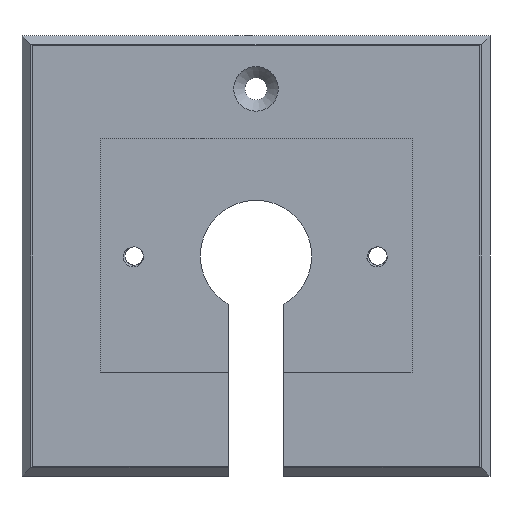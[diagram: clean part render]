
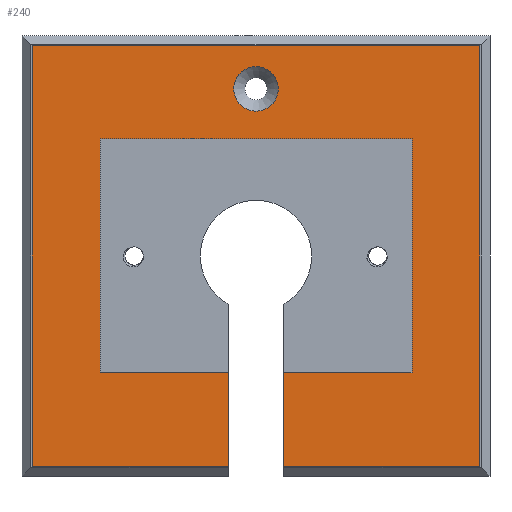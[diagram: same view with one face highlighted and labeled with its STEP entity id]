
A CAD part, front view. The second image highlights one B-rep face of the part: STEP entity #240.
In plain terms, the highlighted planar face has unit normal (0, -1, 0).
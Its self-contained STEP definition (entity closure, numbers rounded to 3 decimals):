
#64 = VERTEX_POINT('',#65);
#65 = CARTESIAN_POINT('',(5.,-10.,-21.));
#71 = EDGE_CURVE('',#72,#64,#74,.T.);
#72 = VERTEX_POINT('',#73);
#73 = CARTESIAN_POINT('',(5.,-10.,-37.7));
#74 = LINE('',#75,#76);
#75 = CARTESIAN_POINT('',(5.,-10.,-4.33));
#76 = VECTOR('',#77,1.);
#77 = DIRECTION('',(0.,0.,1.));
#222 = EDGE_CURVE('',#72,#223,#225,.T.);
#223 = VERTEX_POINT('',#224);
#224 = CARTESIAN_POINT('',(40.2,-10.,-37.7));
#225 = LINE('',#226,#227);
#226 = CARTESIAN_POINT('',(-40.2,-10.,-37.7));
#227 = VECTOR('',#228,1.);
#228 = DIRECTION('',(1.,0.,0.));
#240 = ADVANCED_FACE('',(#241,#323),#334,.F.);
#241 = FACE_BOUND('',#242,.F.);
#242 = EDGE_LOOP('',(#243,#253,#261,#267,#268,#269,#277,#285,#293,#301,
    #309,#317));
#243 = ORIENTED_EDGE('',*,*,#244,.F.);
#244 = EDGE_CURVE('',#245,#247,#249,.T.);
#245 = VERTEX_POINT('',#246);
#246 = CARTESIAN_POINT('',(-40.2,-10.,37.7));
#247 = VERTEX_POINT('',#248);
#248 = CARTESIAN_POINT('',(-40.2,-10.,-37.7));
#249 = LINE('',#250,#251);
#250 = CARTESIAN_POINT('',(-40.2,-10.,37.7));
#251 = VECTOR('',#252,1.);
#252 = DIRECTION('',(0.,0.,-1.));
#253 = ORIENTED_EDGE('',*,*,#254,.F.);
#254 = EDGE_CURVE('',#255,#245,#257,.T.);
#255 = VERTEX_POINT('',#256);
#256 = CARTESIAN_POINT('',(40.2,-10.,37.7));
#257 = LINE('',#258,#259);
#258 = CARTESIAN_POINT('',(40.2,-10.,37.7));
#259 = VECTOR('',#260,1.);
#260 = DIRECTION('',(-1.,0.,0.));
#261 = ORIENTED_EDGE('',*,*,#262,.F.);
#262 = EDGE_CURVE('',#223,#255,#263,.T.);
#263 = LINE('',#264,#265);
#264 = CARTESIAN_POINT('',(40.2,-10.,-37.7));
#265 = VECTOR('',#266,1.);
#266 = DIRECTION('',(0.,0.,1.));
#267 = ORIENTED_EDGE('',*,*,#222,.F.);
#268 = ORIENTED_EDGE('',*,*,#71,.T.);
#269 = ORIENTED_EDGE('',*,*,#270,.T.);
#270 = EDGE_CURVE('',#64,#271,#273,.T.);
#271 = VERTEX_POINT('',#272);
#272 = CARTESIAN_POINT('',(28.,-10.,-21.));
#273 = LINE('',#274,#275);
#274 = CARTESIAN_POINT('',(-28.,-10.,-21.));
#275 = VECTOR('',#276,1.);
#276 = DIRECTION('',(1.,0.,0.));
#277 = ORIENTED_EDGE('',*,*,#278,.T.);
#278 = EDGE_CURVE('',#271,#279,#281,.T.);
#279 = VERTEX_POINT('',#280);
#280 = CARTESIAN_POINT('',(28.,-10.,21.));
#281 = LINE('',#282,#283);
#282 = CARTESIAN_POINT('',(28.,-10.,-21.));
#283 = VECTOR('',#284,1.);
#284 = DIRECTION('',(0.,0.,1.));
#285 = ORIENTED_EDGE('',*,*,#286,.T.);
#286 = EDGE_CURVE('',#279,#287,#289,.T.);
#287 = VERTEX_POINT('',#288);
#288 = CARTESIAN_POINT('',(-28.,-10.,21.));
#289 = LINE('',#290,#291);
#290 = CARTESIAN_POINT('',(28.,-10.,21.));
#291 = VECTOR('',#292,1.);
#292 = DIRECTION('',(-1.,0.,0.));
#293 = ORIENTED_EDGE('',*,*,#294,.T.);
#294 = EDGE_CURVE('',#287,#295,#297,.T.);
#295 = VERTEX_POINT('',#296);
#296 = CARTESIAN_POINT('',(-28.,-10.,-21.));
#297 = LINE('',#298,#299);
#298 = CARTESIAN_POINT('',(-28.,-10.,21.));
#299 = VECTOR('',#300,1.);
#300 = DIRECTION('',(0.,0.,-1.));
#301 = ORIENTED_EDGE('',*,*,#302,.T.);
#302 = EDGE_CURVE('',#295,#303,#305,.T.);
#303 = VERTEX_POINT('',#304);
#304 = CARTESIAN_POINT('',(-5.,-10.,-21.));
#305 = LINE('',#306,#307);
#306 = CARTESIAN_POINT('',(-28.,-10.,-21.));
#307 = VECTOR('',#308,1.);
#308 = DIRECTION('',(1.,0.,0.));
#309 = ORIENTED_EDGE('',*,*,#310,.F.);
#310 = EDGE_CURVE('',#311,#303,#313,.T.);
#311 = VERTEX_POINT('',#312);
#312 = CARTESIAN_POINT('',(-5.,-10.,-37.7));
#313 = LINE('',#314,#315);
#314 = CARTESIAN_POINT('',(-5.,-10.,-4.33));
#315 = VECTOR('',#316,1.);
#316 = DIRECTION('',(0.,0.,1.));
#317 = ORIENTED_EDGE('',*,*,#318,.F.);
#318 = EDGE_CURVE('',#247,#311,#319,.T.);
#319 = LINE('',#320,#321);
#320 = CARTESIAN_POINT('',(-40.2,-10.,-37.7));
#321 = VECTOR('',#322,1.);
#322 = DIRECTION('',(1.,0.,0.));
#323 = FACE_BOUND('',#324,.F.);
#324 = EDGE_LOOP('',(#325));
#325 = ORIENTED_EDGE('',*,*,#326,.T.);
#326 = EDGE_CURVE('',#327,#327,#329,.T.);
#327 = VERTEX_POINT('',#328);
#328 = CARTESIAN_POINT('',(4.,-10.,30.));
#329 = CIRCLE('',#330,4.);
#330 = AXIS2_PLACEMENT_3D('',#331,#332,#333);
#331 = CARTESIAN_POINT('',(0.,-10.,30.));
#332 = DIRECTION('',(0.,-1.,0.));
#333 = DIRECTION('',(1.,0.,0.));
#334 = PLANE('',#335);
#335 = AXIS2_PLACEMENT_3D('',#336,#337,#338);
#336 = CARTESIAN_POINT('',(0.,-10.,0.));
#337 = DIRECTION('',(0.,1.,0.));
#338 = DIRECTION('',(0.,0.,1.));
